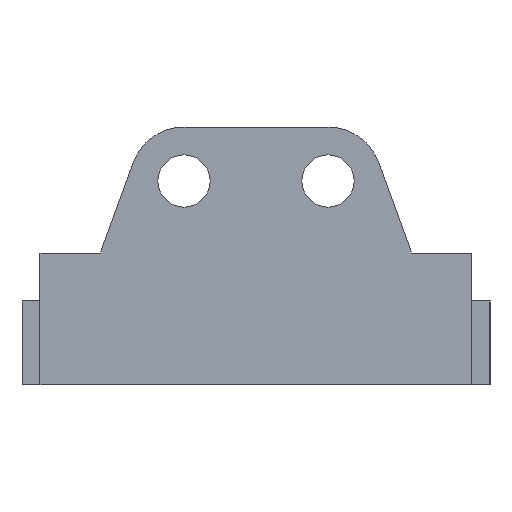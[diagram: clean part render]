
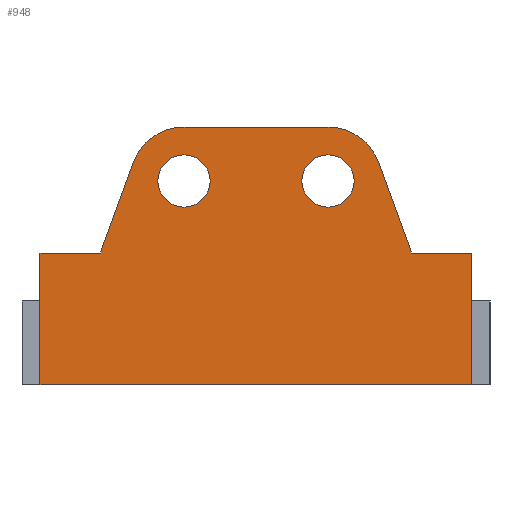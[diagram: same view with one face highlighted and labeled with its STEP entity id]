
A CAD part, front view. The second image highlights one B-rep face of the part: STEP entity #948.
In plain terms, the highlighted planar face has unit normal (0, -1, 0).
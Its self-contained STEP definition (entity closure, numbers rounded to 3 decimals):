
#558 = VERTEX_POINT('',#559);
#559 = CARTESIAN_POINT('',(18.,-25.5,0.));
#567 = EDGE_CURVE('',#558,#568,#570,.T.);
#568 = VERTEX_POINT('',#569);
#569 = CARTESIAN_POINT('',(-18.,-25.5,0.));
#570 = LINE('',#571,#572);
#571 = CARTESIAN_POINT('',(18.,-25.5,0.));
#572 = VECTOR('',#573,1.);
#573 = DIRECTION('',(-1.,0.,0.));
#905 = EDGE_CURVE('',#558,#906,#908,.T.);
#906 = VERTEX_POINT('',#907);
#907 = CARTESIAN_POINT('',(18.,-25.5,11.));
#908 = LINE('',#909,#910);
#909 = CARTESIAN_POINT('',(18.,-25.5,0.));
#910 = VECTOR('',#911,1.);
#911 = DIRECTION('',(0.,0.,1.));
#948 = ADVANCED_FACE('',(#949,#1017,#1028),#1039,.T.);
#949 = FACE_BOUND('',#950,.T.);
#950 = EDGE_LOOP('',(#951,#952,#960,#968,#977,#985,#994,#1002,#1010,
    #1016));
#951 = ORIENTED_EDGE('',*,*,#905,.T.);
#952 = ORIENTED_EDGE('',*,*,#953,.T.);
#953 = EDGE_CURVE('',#906,#954,#956,.T.);
#954 = VERTEX_POINT('',#955);
#955 = CARTESIAN_POINT('',(12.973,-25.5,11.));
#956 = LINE('',#957,#958);
#957 = CARTESIAN_POINT('',(18.,-25.5,11.));
#958 = VECTOR('',#959,1.);
#959 = DIRECTION('',(-1.,0.,0.));
#960 = ORIENTED_EDGE('',*,*,#961,.F.);
#961 = EDGE_CURVE('',#962,#954,#964,.T.);
#962 = VERTEX_POINT('',#963);
#963 = CARTESIAN_POINT('',(10.229,-25.5,18.539));
#964 = LINE('',#965,#966);
#965 = CARTESIAN_POINT('',(10.229,-25.5,18.539));
#966 = VECTOR('',#967,1.);
#967 = DIRECTION('',(0.342,0.,-0.94));
#968 = ORIENTED_EDGE('',*,*,#969,.T.);
#969 = EDGE_CURVE('',#962,#970,#972,.T.);
#970 = VERTEX_POINT('',#971);
#971 = CARTESIAN_POINT('',(6.,-25.5,21.5));
#972 = CIRCLE('',#973,4.5);
#973 = AXIS2_PLACEMENT_3D('',#974,#975,#976);
#974 = CARTESIAN_POINT('',(6.,-25.5,17.));
#975 = DIRECTION('',(0.,-1.,0.));
#976 = DIRECTION('',(1.,0.,0.));
#977 = ORIENTED_EDGE('',*,*,#978,.F.);
#978 = EDGE_CURVE('',#979,#970,#981,.T.);
#979 = VERTEX_POINT('',#980);
#980 = CARTESIAN_POINT('',(-6.,-25.5,21.5));
#981 = LINE('',#982,#983);
#982 = CARTESIAN_POINT('',(-6.,-25.5,21.5));
#983 = VECTOR('',#984,1.);
#984 = DIRECTION('',(1.,0.,0.));
#985 = ORIENTED_EDGE('',*,*,#986,.T.);
#986 = EDGE_CURVE('',#979,#987,#989,.T.);
#987 = VERTEX_POINT('',#988);
#988 = CARTESIAN_POINT('',(-10.229,-25.5,18.539));
#989 = CIRCLE('',#990,4.5);
#990 = AXIS2_PLACEMENT_3D('',#991,#992,#993);
#991 = CARTESIAN_POINT('',(-6.,-25.5,17.));
#992 = DIRECTION('',(0.,-1.,0.));
#993 = DIRECTION('',(1.,0.,0.));
#994 = ORIENTED_EDGE('',*,*,#995,.T.);
#995 = EDGE_CURVE('',#987,#996,#998,.T.);
#996 = VERTEX_POINT('',#997);
#997 = CARTESIAN_POINT('',(-12.973,-25.5,11.));
#998 = LINE('',#999,#1000);
#999 = CARTESIAN_POINT('',(-10.229,-25.5,18.539));
#1000 = VECTOR('',#1001,1.);
#1001 = DIRECTION('',(-0.342,-0.,-0.94));
#1002 = ORIENTED_EDGE('',*,*,#1003,.T.);
#1003 = EDGE_CURVE('',#996,#1004,#1006,.T.);
#1004 = VERTEX_POINT('',#1005);
#1005 = CARTESIAN_POINT('',(-18.,-25.5,11.));
#1006 = LINE('',#1007,#1008);
#1007 = CARTESIAN_POINT('',(18.,-25.5,11.));
#1008 = VECTOR('',#1009,1.);
#1009 = DIRECTION('',(-1.,0.,0.));
#1010 = ORIENTED_EDGE('',*,*,#1011,.F.);
#1011 = EDGE_CURVE('',#568,#1004,#1012,.T.);
#1012 = LINE('',#1013,#1014);
#1013 = CARTESIAN_POINT('',(-18.,-25.5,0.));
#1014 = VECTOR('',#1015,1.);
#1015 = DIRECTION('',(0.,0.,1.));
#1016 = ORIENTED_EDGE('',*,*,#567,.F.);
#1017 = FACE_BOUND('',#1018,.T.);
#1018 = EDGE_LOOP('',(#1019));
#1019 = ORIENTED_EDGE('',*,*,#1020,.F.);
#1020 = EDGE_CURVE('',#1021,#1021,#1023,.T.);
#1021 = VERTEX_POINT('',#1022);
#1022 = CARTESIAN_POINT('',(8.175,-25.5,17.));
#1023 = CIRCLE('',#1024,2.175);
#1024 = AXIS2_PLACEMENT_3D('',#1025,#1026,#1027);
#1025 = CARTESIAN_POINT('',(6.,-25.5,17.));
#1026 = DIRECTION('',(0.,-1.,0.));
#1027 = DIRECTION('',(1.,0.,0.));
#1028 = FACE_BOUND('',#1029,.T.);
#1029 = EDGE_LOOP('',(#1030));
#1030 = ORIENTED_EDGE('',*,*,#1031,.F.);
#1031 = EDGE_CURVE('',#1032,#1032,#1034,.T.);
#1032 = VERTEX_POINT('',#1033);
#1033 = CARTESIAN_POINT('',(-3.825,-25.5,17.));
#1034 = CIRCLE('',#1035,2.175);
#1035 = AXIS2_PLACEMENT_3D('',#1036,#1037,#1038);
#1036 = CARTESIAN_POINT('',(-6.,-25.5,17.));
#1037 = DIRECTION('',(0.,-1.,0.));
#1038 = DIRECTION('',(1.,0.,0.));
#1039 = PLANE('',#1040);
#1040 = AXIS2_PLACEMENT_3D('',#1041,#1042,#1043);
#1041 = CARTESIAN_POINT('',(0.,-25.5,8.872));
#1042 = DIRECTION('',(-0.,-1.,-0.));
#1043 = DIRECTION('',(0.,0.,-1.));
